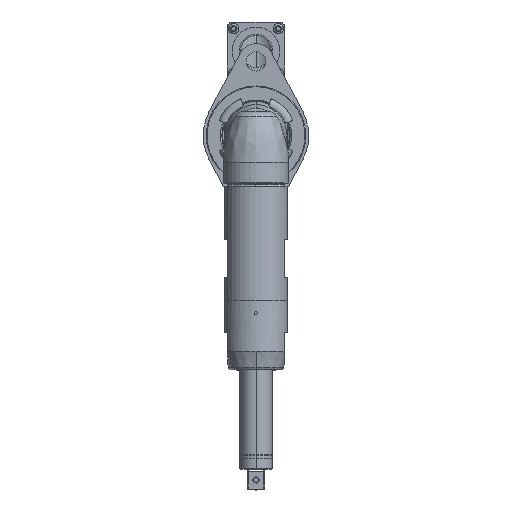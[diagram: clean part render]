
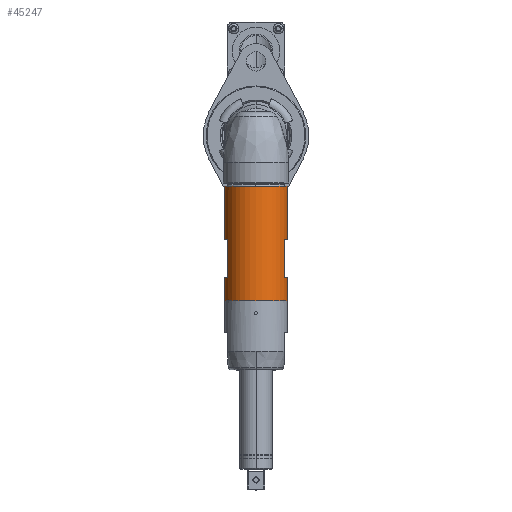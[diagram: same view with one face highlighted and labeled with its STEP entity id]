
A CAD part, top view. The second image highlights one B-rep face of the part: STEP entity #45247.
In plain terms, the highlighted cylindrical face has radius 16.954 mm (diameter 33.909 mm), a partial arc.
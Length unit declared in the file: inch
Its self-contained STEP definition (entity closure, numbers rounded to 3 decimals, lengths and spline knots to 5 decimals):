
#45020=DIRECTION('',(0.,-1.,0.));
#45021=VECTOR('',#45020,0.4795);
#45022=CARTESIAN_POINT('',(0.6675,-3.00225,11.103));
#45023=LINE('',#45022,#45021);
#45024=CARTESIAN_POINT('',(0.,-3.48175,11.103));
#45025=DIRECTION('',(0.,-1.,0.));
#45026=DIRECTION('',(1.,0.,0.));
#45027=AXIS2_PLACEMENT_3D('',#45024,#45025,#45026);
#45029=CARTESIAN_POINT('',(0.,-1.06875,11.103));
#45030=DIRECTION('',(0.,1.,0.));
#45031=DIRECTION('',(-1.,0.,0.));
#45032=AXIS2_PLACEMENT_3D('',#45029,#45030,#45031);
#45034=DIRECTION('',(0.,-1.,0.));
#45035=VECTOR('',#45034,1.1115);
#45036=CARTESIAN_POINT('',(0.6675,-1.06875,11.103));
#45037=LINE('',#45036,#45035);
#45043=DIRECTION('',(0.,-1.,0.));
#45044=VECTOR('',#45043,1.1115);
#45045=CARTESIAN_POINT('',(-0.6675,-1.06875,11.103));
#45046=LINE('',#45045,#45044);
#45047=DIRECTION('',(0.,-1.,0.));
#45048=VECTOR('',#45047,0.4795);
#45049=CARTESIAN_POINT('',(-0.6675,-3.00225,11.103));
#45050=LINE('',#45049,#45048);
#45086=CARTESIAN_POINT('',(0.6675,-3.00225,11.103));
#45087=CARTESIAN_POINT('',(0.6675,-3.00225,11.13053));
#45088=CARTESIAN_POINT('',(0.66411,-3.00134,
11.18471));
#45089=CARTESIAN_POINT('',(0.64956,-2.99744,
11.26349));
#45090=CARTESIAN_POINT('',(0.62579,-2.99107,
11.33983));
#45091=CARTESIAN_POINT('',(0.6037,-2.98515,
11.38909));
#45092=CARTESIAN_POINT('',(0.591,-2.98175,11.41328));
#45106=CARTESIAN_POINT('',(0.6675,-2.18025,11.103));
#45107=CARTESIAN_POINT('',(0.6675,-2.18025,11.13053));
#45108=CARTESIAN_POINT('',(0.66411,-2.18116,
11.18471));
#45109=CARTESIAN_POINT('',(0.64956,-2.18506,
11.26349));
#45110=CARTESIAN_POINT('',(0.62579,-2.19143,
11.33983));
#45111=CARTESIAN_POINT('',(0.6037,-2.19735,
11.38909));
#45112=CARTESIAN_POINT('',(0.591,-2.20075,11.41328));
#45122=DIRECTION('',(0.,-1.,0.));
#45123=VECTOR('',#45122,0.781);
#45124=CARTESIAN_POINT('',(0.591,-2.20075,11.41328));
#45125=LINE('',#45124,#45123);
#45134=DIRECTION('',(0.,-1.,0.));
#45135=VECTOR('',#45134,0.781);
#45136=CARTESIAN_POINT('',(-0.591,-2.20075,11.41328));
#45137=LINE('',#45136,#45135);
#45146=CARTESIAN_POINT('',(-0.591,-2.20075,11.41328));
#45147=CARTESIAN_POINT('',(-0.6037,-2.19735,
11.38909));
#45148=CARTESIAN_POINT('',(-0.62579,-2.19143,
11.33983));
#45149=CARTESIAN_POINT('',(-0.64956,-2.18506,
11.26349));
#45150=CARTESIAN_POINT('',(-0.66411,-2.18116,
11.18471));
#45151=CARTESIAN_POINT('',(-0.6675,-2.18025,11.13053));
#45152=CARTESIAN_POINT('',(-0.6675,-2.18025,11.103));
#45166=CARTESIAN_POINT('',(-0.591,-2.98175,11.41328));
#45167=CARTESIAN_POINT('',(-0.6037,-2.98515,
11.38909));
#45168=CARTESIAN_POINT('',(-0.62579,-2.99107,
11.33983));
#45169=CARTESIAN_POINT('',(-0.64956,-2.99744,
11.26349));
#45170=CARTESIAN_POINT('',(-0.66411,-3.00134,
11.18471));
#45171=CARTESIAN_POINT('',(-0.6675,-3.00225,11.13053));
#45172=CARTESIAN_POINT('',(-0.6675,-3.00225,11.103));
#45182=CARTESIAN_POINT('',(0.6675,-3.48175,11.103));
#45183=CARTESIAN_POINT('',(-0.6675,-3.48175,11.103));
#45184=VERTEX_POINT('',#45182);
#45185=VERTEX_POINT('',#45183);
#45186=CARTESIAN_POINT('',(-0.6675,-1.06875,11.103));
#45187=CARTESIAN_POINT('',(0.6675,-1.06875,11.103));
#45188=VERTEX_POINT('',#45186);
#45189=VERTEX_POINT('',#45187);
#45198=VERTEX_POINT('',#45106);
#45199=VERTEX_POINT('',#45112);
#45200=CARTESIAN_POINT('',(0.591,-2.98175,11.41328));
#45201=VERTEX_POINT('',#45200);
#45202=CARTESIAN_POINT('',(-0.591,-2.20075,11.41328));
#45203=CARTESIAN_POINT('',(-0.591,-2.98175,11.41328));
#45204=VERTEX_POINT('',#45202);
#45205=VERTEX_POINT('',#45203);
#45206=VERTEX_POINT('',#45152);
#45214=VERTEX_POINT('',#45086);
#45215=VERTEX_POINT('',#45172);
#45216=CARTESIAN_POINT('',(0.,-0.82875,11.103));
#45217=DIRECTION('',(0.,-1.,0.));
#45218=DIRECTION('',(1.,0.,0.));
#45219=AXIS2_PLACEMENT_3D('',#45216,#45217,#45218);
#45220=CYLINDRICAL_SURFACE('',#45219,0.6675);
#45222=ORIENTED_EDGE('',*,*,#45221,.T.);
#45224=ORIENTED_EDGE('',*,*,#45223,.T.);
#45226=ORIENTED_EDGE('',*,*,#45225,.F.);
#45228=ORIENTED_EDGE('',*,*,#45227,.T.);
#45230=ORIENTED_EDGE('',*,*,#45229,.T.);
#45232=ORIENTED_EDGE('',*,*,#45231,.F.);
#45234=ORIENTED_EDGE('',*,*,#45233,.F.);
#45236=ORIENTED_EDGE('',*,*,#45235,.F.);
#45238=ORIENTED_EDGE('',*,*,#45237,.T.);
#45240=ORIENTED_EDGE('',*,*,#45239,.F.);
#45242=ORIENTED_EDGE('',*,*,#45241,.T.);
#45244=ORIENTED_EDGE('',*,*,#45243,.T.);
#45245=EDGE_LOOP('',(#45222,#45224,#45226,#45228,#45230,#45232,#45234,#45236,
#45238,#45240,#45242,#45244));
#45246=FACE_OUTER_BOUND('',#45245,.F.);
#45247=ADVANCED_FACE('',(#45246),#45220,.T.);
#45028=CIRCLE('',#45027,0.6675);
#45033=CIRCLE('',#45032,0.6675);
#45093=B_SPLINE_CURVE_WITH_KNOTS('',3,(#45086,#45087,#45088,#45089,#45090,
#45091,#45092),.UNSPECIFIED.,.F.,.F.,(4,1,1,1,4),(0.,0.25,0.5,0.75,
1.),.UNSPECIFIED.);
#45113=B_SPLINE_CURVE_WITH_KNOTS('',3,(#45106,#45107,#45108,#45109,#45110,
#45111,#45112),.UNSPECIFIED.,.F.,.F.,(4,1,1,1,4),(0.,0.25,0.5,0.75,
1.),.UNSPECIFIED.);
#45153=B_SPLINE_CURVE_WITH_KNOTS('',3,(#45146,#45147,#45148,#45149,#45150,
#45151,#45152),.UNSPECIFIED.,.F.,.F.,(4,1,1,1,4),(0.,0.25,0.5,0.75,
1.),.UNSPECIFIED.);
#45173=B_SPLINE_CURVE_WITH_KNOTS('',3,(#45166,#45167,#45168,#45169,#45170,
#45171,#45172),.UNSPECIFIED.,.F.,.F.,(4,1,1,1,4),(0.,0.25,0.5,0.75,
1.),.UNSPECIFIED.);
#45221=EDGE_CURVE('',#45198,#45199,#45113,.T.);
#45223=EDGE_CURVE('',#45199,#45201,#45125,.T.);
#45225=EDGE_CURVE('',#45214,#45201,#45093,.T.);
#45227=EDGE_CURVE('',#45214,#45184,#45023,.T.);
#45229=EDGE_CURVE('',#45184,#45185,#45028,.T.);
#45231=EDGE_CURVE('',#45215,#45185,#45050,.T.);
#45233=EDGE_CURVE('',#45205,#45215,#45173,.T.);
#45235=EDGE_CURVE('',#45204,#45205,#45137,.T.);
#45237=EDGE_CURVE('',#45204,#45206,#45153,.T.);
#45239=EDGE_CURVE('',#45188,#45206,#45046,.T.);
#45241=EDGE_CURVE('',#45188,#45189,#45033,.T.);
#45243=EDGE_CURVE('',#45189,#45198,#45037,.T.);
